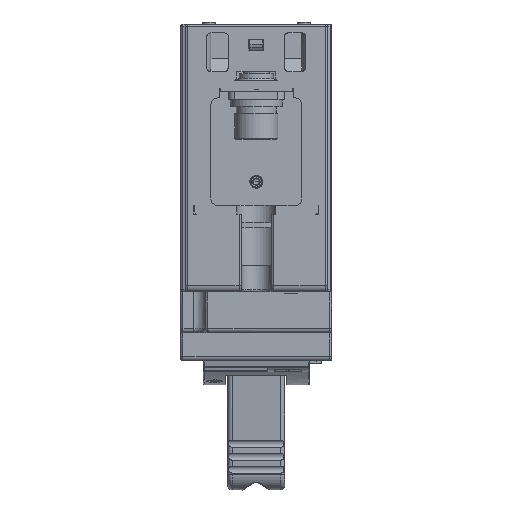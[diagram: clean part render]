
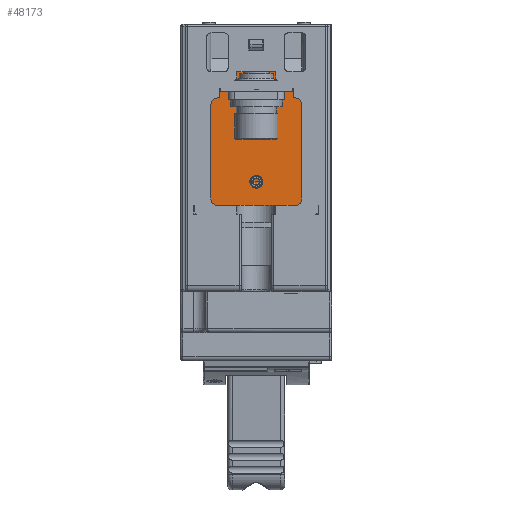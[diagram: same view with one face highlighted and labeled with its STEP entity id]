
A CAD part, front view. The second image highlights one B-rep face of the part: STEP entity #48173.
In plain terms, the highlighted planar face has unit normal (0, -1, 0).
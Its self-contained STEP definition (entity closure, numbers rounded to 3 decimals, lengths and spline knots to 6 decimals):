
#1486=DIRECTION('',(-1.,0.,0.));
#1487=VECTOR('',#1486,0.0047);
#1488=CARTESIAN_POINT('',(0.0422,-0.053284,0.002));
#1489=LINE('',#1488,#1487);
#1490=DIRECTION('',(-1.,0.,0.));
#1491=VECTOR('',#1490,0.0047);
#1492=CARTESIAN_POINT('',(0.0625,-0.053284,0.002));
#1493=LINE('',#1492,#1491);
#7510=DIRECTION('',(-1.,0.,0.));
#7511=VECTOR('',#7510,0.025);
#7512=CARTESIAN_POINT('',(0.0625,-0.053284,0.0345));
#7513=LINE('',#7512,#7511);
#7540=DIRECTION('',(0.,0.,-1.));
#7541=VECTOR('',#7540,0.0325);
#7542=CARTESIAN_POINT('',(0.0625,-0.053284,0.0345));
#7543=LINE('',#7542,#7541);
#7544=DIRECTION('',(-1.,0.,0.));
#7545=VECTOR('',#7544,0.0118);
#7546=CARTESIAN_POINT('',(0.0559,-0.053284,0.028));
#7547=LINE('',#7546,#7545);
#7548=DIRECTION('',(0.,0.,1.));
#7549=VECTOR('',#7548,0.002);
#7550=CARTESIAN_POINT('',(0.0441,-0.053284,0.028));
#7551=LINE('',#7550,#7549);
#7579=DIRECTION('',(1.,0.,0.));
#7580=VECTOR('',#7579,0.0118);
#7581=CARTESIAN_POINT('',(0.0441,-0.053284,0.03));
#7582=LINE('',#7581,#7580);
#7583=DIRECTION('',(0.,0.,1.));
#7584=VECTOR('',#7583,0.002);
#7585=CARTESIAN_POINT('',(0.0559,-0.053284,0.028));
#7586=LINE('',#7585,#7584);
#13187=DIRECTION('',(0.,0.,-1.));
#13188=VECTOR('',#13187,0.0325);
#13189=CARTESIAN_POINT('',(0.0375,-0.053284,0.0345));
#13190=LINE('',#13189,#13188);
#26783=DIRECTION('',(0.,0.,1.));
#26784=VECTOR('',#26783,0.0005);
#26785=CARTESIAN_POINT('',(0.0422,-0.053284,0.0015));
#26786=LINE('',#26785,#26784);
#26836=DIRECTION('',(-1.,0.,0.));
#26837=VECTOR('',#26836,0.0156);
#26838=CARTESIAN_POINT('',(0.0578,-0.053284,0.0015));
#26839=LINE('',#26838,#26837);
#27002=DIRECTION('',(0.,0.,-1.));
#27003=VECTOR('',#27002,0.0005);
#27004=CARTESIAN_POINT('',(0.0578,-0.053284,0.002));
#27005=LINE('',#27004,#27003);
#31548=CARTESIAN_POINT('',(0.0422,-0.053284,0.0015));
#31549=VERTEX_POINT('',#31548);
#31550=CARTESIAN_POINT('',(0.0578,-0.053284,0.0015));
#31551=VERTEX_POINT('',#31550);
#37260=CARTESIAN_POINT('',(0.0625,-0.053284,0.0345));
#37261=VERTEX_POINT('',#37260);
#37262=CARTESIAN_POINT('',(0.0375,-0.053284,0.0345));
#37263=VERTEX_POINT('',#37262);
#37354=CARTESIAN_POINT('',(0.0559,-0.053284,0.028));
#37355=CARTESIAN_POINT('',(0.0441,-0.053284,0.028));
#37356=VERTEX_POINT('',#37354);
#37357=VERTEX_POINT('',#37355);
#37358=CARTESIAN_POINT('',(0.0441,-0.053284,0.03));
#37359=CARTESIAN_POINT('',(0.0559,-0.053284,0.03));
#37360=VERTEX_POINT('',#37358);
#37361=VERTEX_POINT('',#37359);
#37376=CARTESIAN_POINT('',(0.0422,-0.053284,0.002));
#37377=VERTEX_POINT('',#37376);
#37399=CARTESIAN_POINT('',(0.0578,-0.053284,0.002));
#37401=VERTEX_POINT('',#37399);
#37411=CARTESIAN_POINT('',(0.0625,-0.053284,0.002));
#37412=VERTEX_POINT('',#37411);
#37413=CARTESIAN_POINT('',(0.0375,-0.053284,0.002));
#37414=VERTEX_POINT('',#37413);
#48144=CARTESIAN_POINT('',(0.05625,-0.053284,0.0185));
#48145=DIRECTION('',(0.,-1.,0.));
#48146=DIRECTION('',(1.,0.,0.));
#48147=AXIS2_PLACEMENT_3D('',#48144,#48145,#48146);
#48148=PLANE('',#48147);
#48150=ORIENTED_EDGE('',*,*,#48149,.T.);
#48151=ORIENTED_EDGE('',*,*,#39382,.T.);
#48153=ORIENTED_EDGE('',*,*,#48152,.F.);
#48154=ORIENTED_EDGE('',*,*,#48082,.F.);
#48155=ORIENTED_EDGE('',*,*,#39857,.T.);
#48156=ORIENTED_EDGE('',*,*,#39418,.T.);
#48158=ORIENTED_EDGE('',*,*,#48157,.T.);
#48160=ORIENTED_EDGE('',*,*,#48159,.T.);
#48161=EDGE_LOOP('',(#48150,#48151,#48153,#48154,#48155,#48156,#48158,#48160));
#48162=FACE_OUTER_BOUND('',#48161,.F.);
#48164=ORIENTED_EDGE('',*,*,#48163,.F.);
#48166=ORIENTED_EDGE('',*,*,#48165,.T.);
#48168=ORIENTED_EDGE('',*,*,#48167,.F.);
#48170=ORIENTED_EDGE('',*,*,#48169,.F.);
#48171=EDGE_LOOP('',(#48164,#48166,#48168,#48170));
#48172=FACE_BOUND('',#48171,.F.);
#48173=ADVANCED_FACE('',(#48162,#48172),#48148,.T.);
#39382=EDGE_CURVE('',#37377,#37414,#1489,.T.);
#39418=EDGE_CURVE('',#37412,#37401,#1493,.T.);
#39857=EDGE_CURVE('',#37261,#37412,#7543,.T.);
#48082=EDGE_CURVE('',#37261,#37263,#7513,.T.);
#48149=EDGE_CURVE('',#31549,#37377,#26786,.T.);
#48152=EDGE_CURVE('',#37263,#37414,#13190,.T.);
#48157=EDGE_CURVE('',#37401,#31551,#27005,.T.);
#48159=EDGE_CURVE('',#31551,#31549,#26839,.T.);
#48163=EDGE_CURVE('',#37356,#37357,#7547,.T.);
#48165=EDGE_CURVE('',#37356,#37361,#7586,.T.);
#48167=EDGE_CURVE('',#37360,#37361,#7582,.T.);
#48169=EDGE_CURVE('',#37357,#37360,#7551,.T.);
